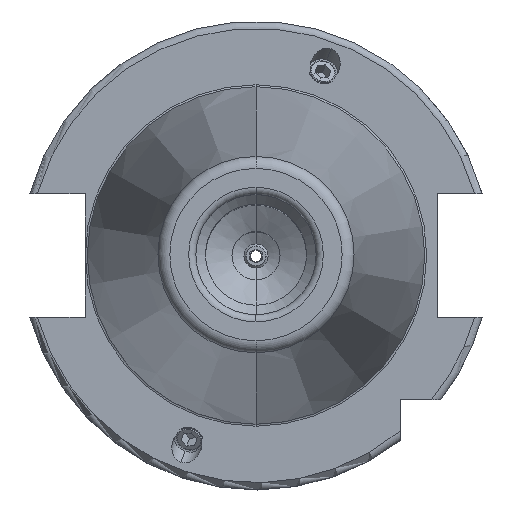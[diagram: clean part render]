
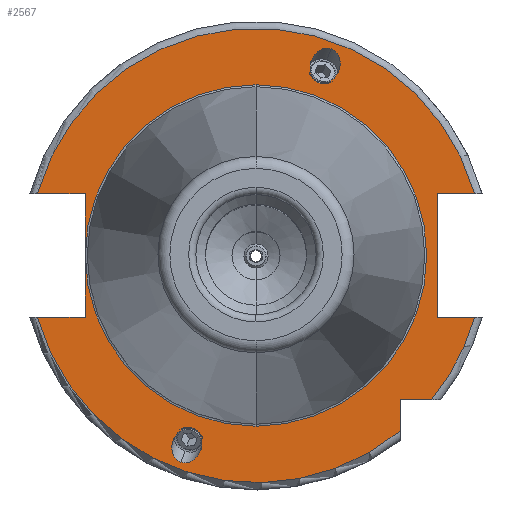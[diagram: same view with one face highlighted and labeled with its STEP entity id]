
A CAD part, top view. The second image highlights one B-rep face of the part: STEP entity #2567.
In plain terms, the highlighted planar face has unit normal (0, 0, 1).
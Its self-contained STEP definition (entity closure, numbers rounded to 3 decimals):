
#101=CARTESIAN_POINT('',(-13.091,-35.968,15.9));
#102=CARTESIAN_POINT('',(-13.429,-35.845,15.9));
#103=CARTESIAN_POINT('',(-14.213,-35.729,15.9));
#104=CARTESIAN_POINT('',(-15.525,-36.16,15.9));
#105=CARTESIAN_POINT('',(-16.448,-36.996,15.9));
#106=CARTESIAN_POINT('',(-16.971,-37.803,15.9));
#107=CARTESIAN_POINT('',(-17.246,-38.418,15.9));
#108=CARTESIAN_POINT('',(-17.431,-39.067,15.9));
#109=CARTESIAN_POINT('',(-17.549,-40.021,15.9));
#110=CARTESIAN_POINT('',(-17.379,-41.255,15.9));
#111=CARTESIAN_POINT('',(-16.651,-42.428,15.9));
#112=CARTESIAN_POINT('',(-15.976,-42.843,15.9));
#113=CARTESIAN_POINT('',(-15.638,-42.966,15.9));
#115=CARTESIAN_POINT('',(-15.638,-42.966,15.9));
#116=CARTESIAN_POINT('',(-15.301,-43.089,15.9));
#117=CARTESIAN_POINT('',(-14.517,-43.205,15.9));
#118=CARTESIAN_POINT('',(-13.205,-42.774,15.9));
#119=CARTESIAN_POINT('',(-12.281,-41.938,15.9));
#120=CARTESIAN_POINT('',(-11.759,-41.131,15.9));
#121=CARTESIAN_POINT('',(-11.484,-40.516,15.9));
#122=CARTESIAN_POINT('',(-11.299,-39.867,15.9));
#123=CARTESIAN_POINT('',(-11.18,-38.913,15.9));
#124=CARTESIAN_POINT('',(-11.35,-37.679,15.9));
#125=CARTESIAN_POINT('',(-12.078,-36.506,15.9));
#126=CARTESIAN_POINT('',(-12.754,-36.091,15.9));
#127=CARTESIAN_POINT('',(-13.091,-35.968,15.9));
#129=DIRECTION('',(1,0,0));
#130=VECTOR('',#129,9.969);
#131=CARTESIAN_POINT('',(-45.469,-12.85,15.9));
#132=LINE('',#131,#130);
#133=DIRECTION('',(0.,1,0));
#134=VECTOR('',#133,12.85);
#135=CARTESIAN_POINT('',(-35.5,-12.85,15.9));
#136=LINE('',#135,#134);
#137=DIRECTION('',(0.,1,0));
#138=VECTOR('',#137,12.85);
#139=CARTESIAN_POINT('',(-35.5,0,15.9));
#140=LINE('',#139,#138);
#141=DIRECTION('',(1,0,0));
#142=VECTOR('',#141,9.969);
#143=CARTESIAN_POINT('',(-45.469,12.85,15.9));
#144=LINE('',#143,#142);
#145=DIRECTION('',(-1,0,0));
#146=VECTOR('',#145,7.769);
#147=CARTESIAN_POINT('',(45.469,12.85,15.9));
#148=LINE('',#147,#146);
#149=DIRECTION('',(0,-1,0));
#150=VECTOR('',#149,25.7);
#151=CARTESIAN_POINT('',(37.7,12.85,15.9));
#152=LINE('',#151,#150);
#153=DIRECTION('',(-1,0,0));
#154=VECTOR('',#153,7.769);
#155=CARTESIAN_POINT('',(45.469,-12.85,15.9));
#156=LINE('',#155,#154);
#157=CARTESIAN_POINT('',(0,0,15.9));
#158=DIRECTION('',(0,0,1));
#159=DIRECTION('',(0.773,-0.635,0));
#160=AXIS2_PLACEMENT_3D('',#157,#158,#159);
#162=DIRECTION('',(-1,0,0));
#163=VECTOR('',#162,6.504);
#164=CARTESIAN_POINT('',(36.504,-30,15.9));
#165=LINE('',#164,#163);
#166=DIRECTION('',(0,1,0));
#167=VECTOR('',#166,6.504);
#168=CARTESIAN_POINT('',(30,-36.504,15.9));
#169=LINE('',#168,#167);
#170=CARTESIAN_POINT('',(13.091,35.968,15.9));
#171=CARTESIAN_POINT('',(13.429,35.845,15.9));
#172=CARTESIAN_POINT('',(14.213,35.729,15.9));
#173=CARTESIAN_POINT('',(15.525,36.16,15.9));
#174=CARTESIAN_POINT('',(16.448,36.996,15.9));
#175=CARTESIAN_POINT('',(16.971,37.803,15.9));
#176=CARTESIAN_POINT('',(17.246,38.418,15.9));
#177=CARTESIAN_POINT('',(17.431,39.067,15.9));
#178=CARTESIAN_POINT('',(17.549,40.021,15.9));
#179=CARTESIAN_POINT('',(17.379,41.255,15.9));
#180=CARTESIAN_POINT('',(16.651,42.428,15.9));
#181=CARTESIAN_POINT('',(15.976,42.843,15.9));
#182=CARTESIAN_POINT('',(15.638,42.966,15.9));
#184=CARTESIAN_POINT('',(15.638,42.966,15.9));
#185=CARTESIAN_POINT('',(15.301,43.089,15.9));
#186=CARTESIAN_POINT('',(14.517,43.205,15.9));
#187=CARTESIAN_POINT('',(13.205,42.774,15.9));
#188=CARTESIAN_POINT('',(12.281,41.938,15.9));
#189=CARTESIAN_POINT('',(11.759,41.131,15.9));
#190=CARTESIAN_POINT('',(11.484,40.516,15.9));
#191=CARTESIAN_POINT('',(11.299,39.867,15.9));
#192=CARTESIAN_POINT('',(11.18,38.913,15.9));
#193=CARTESIAN_POINT('',(11.35,37.679,15.9));
#194=CARTESIAN_POINT('',(12.078,36.506,15.9));
#195=CARTESIAN_POINT('',(12.754,36.091,15.9));
#196=CARTESIAN_POINT('',(13.091,35.968,15.9));
#855=CARTESIAN_POINT('',(0,0,15.9));
#856=DIRECTION('',(0,0,1));
#857=DIRECTION('',(0.962,0.272,0));
#858=AXIS2_PLACEMENT_3D('',#855,#856,#857);
#906=CARTESIAN_POINT('',(0,0,15.9));
#907=DIRECTION('',(0,0,1));
#908=DIRECTION('',(-0.962,-0.272,0));
#909=AXIS2_PLACEMENT_3D('',#906,#907,#908);
#1741=CARTESIAN_POINT('',(0,0,15.9));
#1742=DIRECTION('',(0,0,-1));
#1743=DIRECTION('',(0,1,0));
#1744=AXIS2_PLACEMENT_3D('',#1741,#1742,#1743);
#1746=CARTESIAN_POINT('',(0,0,15.9));
#1747=DIRECTION('',(0,0,1));
#1748=DIRECTION('',(0,1,0));
#1749=AXIS2_PLACEMENT_3D('',#1746,#1747,#1748);
#1761=CARTESIAN_POINT('',(0,0,15.9));
#1762=DIRECTION('',(0,0,1));
#1763=DIRECTION('',(-1,0,0));
#1764=AXIS2_PLACEMENT_3D('',#1761,#1762,#1763);
#1908=CARTESIAN_POINT('',(0,35.5,15.9));
#1910=VERTEX_POINT('',#1908);
#1930=CARTESIAN_POINT('',(0,-35.5,15.9));
#1932=VERTEX_POINT('',#1930);
#2078=CARTESIAN_POINT('',(-45.469,-12.85,15.9));
#2079=CARTESIAN_POINT('',(-35.5,-12.85,15.9));
#2080=VERTEX_POINT('',#2078);
#2081=VERTEX_POINT('',#2079);
#2082=CARTESIAN_POINT('',(-35.5,0,15.9));
#2083=VERTEX_POINT('',#2082);
#2084=CARTESIAN_POINT('',(-35.5,12.85,15.9));
#2085=VERTEX_POINT('',#2084);
#2086=CARTESIAN_POINT('',(-45.469,12.85,15.9));
#2087=VERTEX_POINT('',#2086);
#2088=CARTESIAN_POINT('',(37.7,12.85,15.9));
#2089=CARTESIAN_POINT('',(37.7,-12.85,15.9));
#2090=VERTEX_POINT('',#2088);
#2091=VERTEX_POINT('',#2089);
#2092=CARTESIAN_POINT('',(45.469,-12.85,15.9));
#2093=VERTEX_POINT('',#2092);
#2094=CARTESIAN_POINT('',(45.469,12.85,15.9));
#2095=VERTEX_POINT('',#2094);
#2096=CARTESIAN_POINT('',(30,-36.504,15.9));
#2097=CARTESIAN_POINT('',(30,-30,15.9));
#2098=VERTEX_POINT('',#2096);
#2099=VERTEX_POINT('',#2097);
#2100=CARTESIAN_POINT('',(36.504,-30,15.9));
#2101=VERTEX_POINT('',#2100);
#2146=VERTEX_POINT('',#170);
#2147=VERTEX_POINT('',#182);
#2190=CARTESIAN_POINT('',(-13.091,-35.968,15.9));
#2191=VERTEX_POINT('',#2190);
#2218=CARTESIAN_POINT('',(-15.638,-42.966,15.9));
#2219=VERTEX_POINT('',#2218);
#2519=CARTESIAN_POINT('',(0,0,15.9));
#2520=DIRECTION('',(0,0,-1));
#2521=DIRECTION('',(0,-1,0));
#2522=AXIS2_PLACEMENT_3D('',#2519,#2520,#2521);
#2523=PLANE('',#2522);
#2525=ORIENTED_EDGE('',*,*,#2524,.T.);
#2527=ORIENTED_EDGE('',*,*,#2526,.T.);
#2529=ORIENTED_EDGE('',*,*,#2528,.T.);
#2531=ORIENTED_EDGE('',*,*,#2530,.F.);
#2533=ORIENTED_EDGE('',*,*,#2532,.T.);
#2535=ORIENTED_EDGE('',*,*,#2534,.T.);
#2537=ORIENTED_EDGE('',*,*,#2536,.F.);
#2539=ORIENTED_EDGE('',*,*,#2538,.F.);
#2541=ORIENTED_EDGE('',*,*,#2540,.T.);
#2543=ORIENTED_EDGE('',*,*,#2542,.T.);
#2545=ORIENTED_EDGE('',*,*,#2544,.F.);
#2547=ORIENTED_EDGE('',*,*,#2546,.F.);
#2549=ORIENTED_EDGE('',*,*,#2548,.T.);
#2551=ORIENTED_EDGE('',*,*,#2550,.F.);
#2553=ORIENTED_EDGE('',*,*,#2552,.F.);
#2554=EDGE_LOOP('',(#2525,#2527,#2529,#2531,#2533,#2535,#2537,#2539,#2541,#2543,
#2545,#2547,#2549,#2551,#2553));
#2555=FACE_OUTER_BOUND('',#2554,.F.);
#2556=ORIENTED_EDGE('',*,*,#2511,.T.);
#2558=ORIENTED_EDGE('',*,*,#2557,.T.);
#2559=EDGE_LOOP('',(#2556,#2558));
#2560=FACE_BOUND('',#2559,.F.);
#2562=ORIENTED_EDGE('',*,*,#2561,.T.);
#2564=ORIENTED_EDGE('',*,*,#2563,.T.);
#2565=EDGE_LOOP('',(#2562,#2564));
#2566=FACE_BOUND('',#2565,.F.);
#2567=ADVANCED_FACE('',(#2555,#2560,#2566),#2523,.F.);
#114=B_SPLINE_CURVE_WITH_KNOTS('',3,(#101,#102,#103,#104,#105,#106,#107,#108,
#109,#110,#111,#112,#113),.UNSPECIFIED.,.F.,.F.,(4,1,1,1,1,1,1,1,1,1,4),(0,
0.125,0.25,0.375,0.438,0.5,0.563,0.625,0.75,0.875,1),
.UNSPECIFIED.);
#128=B_SPLINE_CURVE_WITH_KNOTS('',3,(#115,#116,#117,#118,#119,#120,#121,#122,
#123,#124,#125,#126,#127),.UNSPECIFIED.,.F.,.F.,(4,1,1,1,1,1,1,1,1,1,4),(0,
0.125,0.25,0.375,0.438,0.5,0.563,0.625,0.75,0.875,1),
.UNSPECIFIED.);
#161=CIRCLE('',#160,47.25);
#183=B_SPLINE_CURVE_WITH_KNOTS('',3,(#170,#171,#172,#173,#174,#175,#176,#177,
#178,#179,#180,#181,#182),.UNSPECIFIED.,.F.,.F.,(4,1,1,1,1,1,1,1,1,1,4),(0,
0.125,0.25,0.375,0.438,0.5,0.563,0.625,0.75,0.875,1),
.UNSPECIFIED.);
#197=B_SPLINE_CURVE_WITH_KNOTS('',3,(#184,#185,#186,#187,#188,#189,#190,#191,
#192,#193,#194,#195,#196),.UNSPECIFIED.,.F.,.F.,(4,1,1,1,1,1,1,1,1,1,4),(0,
0.125,0.25,0.375,0.438,0.5,0.563,0.625,0.75,0.875,1),
.UNSPECIFIED.);
#859=CIRCLE('',#858,47.25);
#910=CIRCLE('',#909,47.25);
#1745=CIRCLE('',#1744,35.5);
#1750=CIRCLE('',#1749,35.5);
#1765=CIRCLE('',#1764,35.5);
#2511=EDGE_CURVE('',#2191,#2219,#114,.T.);
#2524=EDGE_CURVE('',#2080,#2081,#132,.T.);
#2526=EDGE_CURVE('',#2081,#2083,#136,.T.);
#2528=EDGE_CURVE('',#2083,#1932,#1765,.T.);
#2530=EDGE_CURVE('',#1910,#1932,#1745,.T.);
#2532=EDGE_CURVE('',#1910,#2083,#1750,.T.);
#2534=EDGE_CURVE('',#2083,#2085,#140,.T.);
#2536=EDGE_CURVE('',#2087,#2085,#144,.T.);
#2538=EDGE_CURVE('',#2095,#2087,#859,.T.);
#2540=EDGE_CURVE('',#2095,#2090,#148,.T.);
#2542=EDGE_CURVE('',#2090,#2091,#152,.T.);
#2544=EDGE_CURVE('',#2093,#2091,#156,.T.);
#2546=EDGE_CURVE('',#2101,#2093,#161,.T.);
#2548=EDGE_CURVE('',#2101,#2099,#165,.T.);
#2550=EDGE_CURVE('',#2098,#2099,#169,.T.);
#2552=EDGE_CURVE('',#2080,#2098,#910,.T.);
#2557=EDGE_CURVE('',#2219,#2191,#128,.T.);
#2561=EDGE_CURVE('',#2146,#2147,#183,.T.);
#2563=EDGE_CURVE('',#2147,#2146,#197,.T.);
